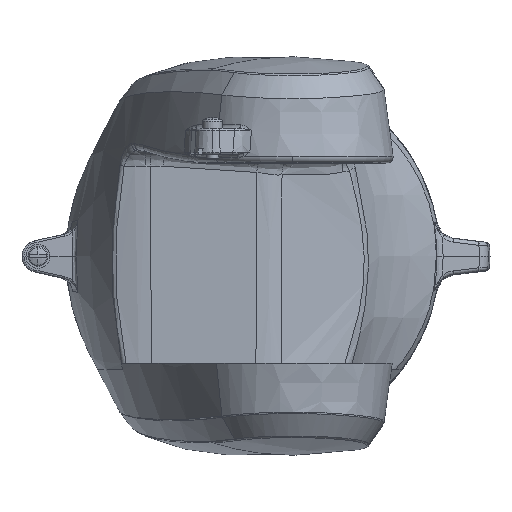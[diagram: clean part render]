
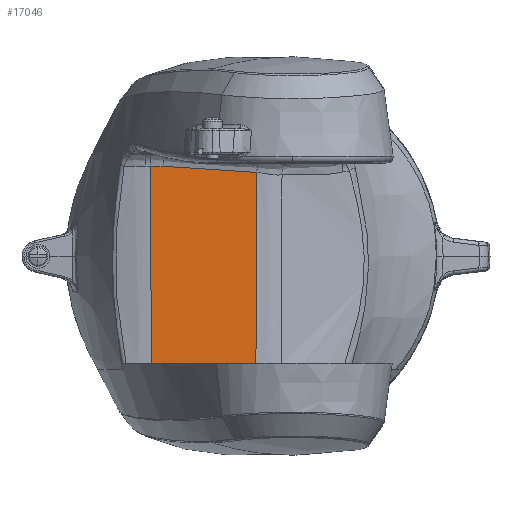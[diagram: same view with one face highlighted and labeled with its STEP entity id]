
A CAD part, top view. The second image highlights one B-rep face of the part: STEP entity #17046.
In plain terms, the highlighted planar face has unit normal (0, -0.018, 1).
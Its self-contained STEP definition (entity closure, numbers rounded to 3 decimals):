
#1047 = EDGE_CURVE ( 'NONE', #17528, #4701, #2415, .T. ) ;
#1546 = AXIS2_PLACEMENT_3D ( 'NONE', #19393, #23627, #19100 ) ;
#1790 = CARTESIAN_POINT ( 'NONE',  ( -51.507, 45.248, 286.672 ) ) ;
#1899 = CARTESIAN_POINT ( 'NONE',  ( -1.903, 42.23, 286.619 ) ) ;
#2415 = B_SPLINE_CURVE_WITH_KNOTS ( 'NONE', 3,
 ( #19664, #17604, #24474, #10581 ),
 .UNSPECIFIED., .F., .F.,
 ( 4, 4 ),
 ( 0., 1. ),
 .UNSPECIFIED. ) ;
#2912 = CARTESIAN_POINT ( 'NONE',  ( -30.307, 43.669, 286.644 ) ) ;
#3655 = VERTEX_POINT ( 'NONE', #1790 ) ;
#3809 = CARTESIAN_POINT ( 'NONE',  ( -21.109, 43.11, 286.634 ) ) ;
#4094 = CARTESIAN_POINT ( 'NONE',  ( 0.587, 42.106, 286.617 ) ) ;
#4242 = CARTESIAN_POINT ( 'NONE',  ( -23.87, 43.256, 286.637 ) ) ;
#4374 = ORIENTED_EDGE ( 'NONE', *, *, #26371, .T. ) ;
#4397 = CARTESIAN_POINT ( 'NONE',  ( -51.043, -54., 284.939 ) ) ;
#4525 = CARTESIAN_POINT ( 'NONE',  ( -32.563, 43.841, 286.647 ) ) ;
#4701 = VERTEX_POINT ( 'NONE', #28973 ) ;
#4986 = ORIENTED_EDGE ( 'NONE', *, *, #16616, .T. ) ;
#5476 = CARTESIAN_POINT ( 'NONE',  ( -46.616, 45.248, 286.672 ) ) ;
#5571 = VECTOR ( 'NONE', #7392, 1000. ) ;
#6298 = CARTESIAN_POINT ( 'NONE',  ( 1.937, 42.033, 286.615 ) ) ;
#6442 = CARTESIAN_POINT ( 'NONE',  ( -21.616, 43.136, 286.635 ) ) ;
#6730 = CARTESIAN_POINT ( 'NONE',  ( -31.897, 43.789, 286.646 ) ) ;
#6841 = B_SPLINE_CURVE_WITH_KNOTS ( 'NONE', 3,
 ( #27737, #11932, #9735, #9597, #7682, #5476, #14412, #21152, #10029, #11783, #18960, #18522, #7102 ),
 .UNSPECIFIED., .F., .F.,
 ( 4, 1, 2, 2, 2, 2, 4 ),
 ( 0., 0.125, 0.187, 0.25, 0.375, 0.5, 1. ),
 .UNSPECIFIED. ) ;
#7102 = CARTESIAN_POINT ( 'NONE',  ( -51.507, 45.248, 286.672 ) ) ;
#7147 = VECTOR ( 'NONE', #14259, 1000. ) ;
#7392 = DIRECTION ( 'NONE',  ( 0.005, -1., -0.017 ) ) ;
#7595 = EDGE_CURVE ( 'NONE', #26418, #3655, #6841, .T. ) ;
#7682 = CARTESIAN_POINT ( 'NONE',  ( -46.435, 45.241, 286.671 ) ) ;
#8650 = CARTESIAN_POINT ( 'NONE',  ( -12.55, 42.706, 286.627 ) ) ;
#9597 = CARTESIAN_POINT ( 'NONE',  ( -46.156, 45.226, 286.671 ) ) ;
#9735 = CARTESIAN_POINT ( 'NONE',  ( -45.746, 45.2, 286.671 ) ) ;
#10029 = CARTESIAN_POINT ( 'NONE',  ( -47.714, 45.264, 286.672 ) ) ;
#10454 = PLANE ( 'NONE',  #1546 ) ;
#10581 = CARTESIAN_POINT ( 'NONE',  ( 1.937, 42.033, 286.615 ) ) ;
#10837 = CARTESIAN_POINT ( 'NONE',  ( -7.374, 42.48, 286.623 ) ) ;
#11625 = LINE ( 'NONE', #22615, #7147 ) ;
#11704 = CARTESIAN_POINT ( 'NONE',  ( -33.177, 43.89, 286.648 ) ) ;
#11783 = CARTESIAN_POINT ( 'NONE',  ( -48.06, 45.261, 286.672 ) ) ;
#11932 = CARTESIAN_POINT ( 'NONE',  ( -45.364, 45.161, 286.67 ) ) ;
#13182 = CARTESIAN_POINT ( 'NONE',  ( -26.978, 43.439, 286.64 ) ) ;
#13760 = CARTESIAN_POINT ( 'NONE',  ( -45.121, 45.129, 286.669 ) ) ;
#14259 = DIRECTION ( 'NONE',  ( 1., 0., 0. ) ) ;
#14412 = CARTESIAN_POINT ( 'NONE',  ( -46.939, 45.258, 286.672 ) ) ;
#14983 = FACE_OUTER_BOUND ( 'NONE', #18678, .T. ) ;
#16616 = EDGE_CURVE ( 'NONE', #21697, #17528, #11625, .T. ) ;
#17046 = ADVANCED_FACE ( 'NONE', ( #14983 ), #10454, .T. ) ;
#17281 = CARTESIAN_POINT ( 'NONE',  ( -16.019, 42.862, 286.63 ) ) ;
#17528 = VERTEX_POINT ( 'NONE', #18705 ) ;
#17576 = CARTESIAN_POINT ( 'NONE',  ( -21.605, 43.136, 286.635 ) ) ;
#17604 = CARTESIAN_POINT ( 'NONE',  ( 1.633, -21.989, 285.498 ) ) ;
#18383 = CARTESIAN_POINT ( 'NONE',  ( -51.998, 150.075, 288.501 ) ) ;
#18522 = CARTESIAN_POINT ( 'NONE',  ( -50.45, 45.206, 286.671 ) ) ;
#18526 = B_SPLINE_CURVE_WITH_KNOTS ( 'NONE', 3,
 ( #6298, #4094, #1899, #26782, #10837, #23868, #8650, #17281, #19781, #28845, #3809, #24012, #28705, #17576, #6442, #4242, #13182, #2912, #6730, #4525, #24879, #11704, #20778, #22687, #13760 ),
 .UNSPECIFIED., .F., .F.,
 ( 4, 1, 2, 2, 1, 1, 1, 1, 1, 2, 2, 1, 1, 1, 2, 2, 4 ),
 ( 0., 0.125, 0.188, 0.25, 0.375, 0.438, 0.469, 0.484, 0.492, 0.496, 0.5, 0.625, 0.688, 0.719, 0.734, 0.75, 1. ),
 .UNSPECIFIED. ) ;
#18678 = EDGE_LOOP ( 'NONE', ( #4374, #4986, #19439, #24825, #28720 ) ) ;
#18705 = CARTESIAN_POINT ( 'NONE',  ( 1.481, -54., 284.939 ) ) ;
#18960 = CARTESIAN_POINT ( 'NONE',  ( -49.389, 45.242, 286.671 ) ) ;
#19100 = DIRECTION ( 'NONE',  ( -1., 0., 0. ) ) ;
#19393 = CARTESIAN_POINT ( 'NONE',  ( 8., 150., 288.5 ) ) ;
#19439 = ORIENTED_EDGE ( 'NONE', *, *, #1047, .T. ) ;
#19664 = CARTESIAN_POINT ( 'NONE',  ( 1.481, -54., 284.939 ) ) ;
#19781 = CARTESIAN_POINT ( 'NONE',  ( -19.156, 43.012, 286.633 ) ) ;
#20778 = CARTESIAN_POINT ( 'NONE',  ( -37.609, 44.251, 286.654 ) ) ;
#21152 = CARTESIAN_POINT ( 'NONE',  ( -47.18, 45.262, 286.672 ) ) ;
#21697 = VERTEX_POINT ( 'NONE', #4397 ) ;
#22615 = CARTESIAN_POINT ( 'NONE',  ( 8., -54., 284.939 ) ) ;
#22687 = CARTESIAN_POINT ( 'NONE',  ( -41.504, 44.657, 286.661 ) ) ;
#23627 = DIRECTION ( 'NONE',  ( 0., -0.017, 1. ) ) ;
#23868 = CARTESIAN_POINT ( 'NONE',  ( -8.559, 42.532, 286.624 ) ) ;
#24012 = CARTESIAN_POINT ( 'NONE',  ( -21.402, 43.125, 286.634 ) ) ;
#24474 = CARTESIAN_POINT ( 'NONE',  ( 1.785, 10.022, 286.057 ) ) ;
#24825 = ORIENTED_EDGE ( 'NONE', *, *, #28452, .T. ) ;
#24879 = CARTESIAN_POINT ( 'NONE',  ( -33.003, 43.876, 286.648 ) ) ;
#25690 = LINE ( 'NONE', #18383, #5571 ) ;
#26371 = EDGE_CURVE ( 'NONE', #3655, #21697, #25690, .T. ) ;
#26418 = VERTEX_POINT ( 'NONE', #27444 ) ;
#26782 = CARTESIAN_POINT ( 'NONE',  ( -5.092, 42.377, 286.621 ) ) ;
#27444 = CARTESIAN_POINT ( 'NONE',  ( -45.121, 45.129, 286.669 ) ) ;
#27737 = CARTESIAN_POINT ( 'NONE',  ( -45.121, 45.129, 286.669 ) ) ;
#28452 = EDGE_CURVE ( 'NONE', #4701, #26418, #18526, .T. ) ;
#28705 = CARTESIAN_POINT ( 'NONE',  ( -21.524, 43.132, 286.635 ) ) ;
#28720 = ORIENTED_EDGE ( 'NONE', *, *, #7595, .T. ) ;
#28845 = CARTESIAN_POINT ( 'NONE',  ( -20.496, 43.079, 286.634 ) ) ;
#28973 = CARTESIAN_POINT ( 'NONE',  ( 1.937, 42.033, 286.615 ) ) ;
